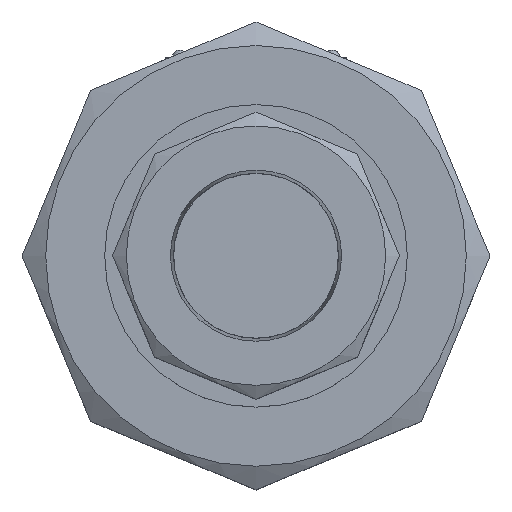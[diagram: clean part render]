
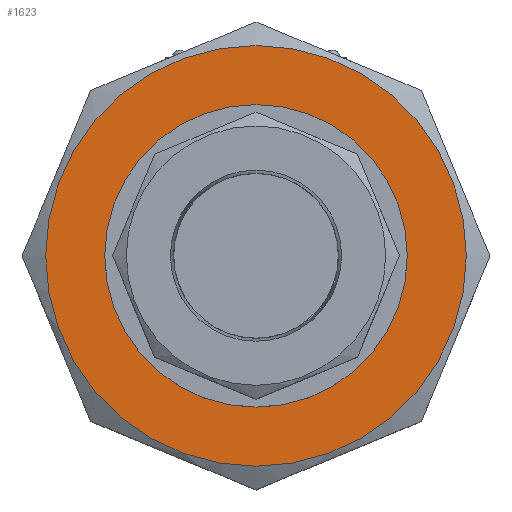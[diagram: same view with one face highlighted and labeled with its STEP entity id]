
A CAD part, top view. The second image highlights one B-rep face of the part: STEP entity #1623.
In plain terms, the highlighted planar face has unit normal (0, 0, 1).
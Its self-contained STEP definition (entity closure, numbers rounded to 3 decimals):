
#915=CARTESIAN_POINT('',(36.5,0.0,4.0));
#916=VERTEX_POINT('',#915);
#917=CARTESIAN_POINT('',(0.,0.0,4.0));
#918=DIRECTION('',(0.0,0.0,1.0));
#919=DIRECTION('',(1.0,0.0,0.0));
#920=AXIS2_PLACEMENT_3D('',#917,#918,#919);
#921=CIRCLE('',#920,36.5);
#922=EDGE_CURVE('',#916,#916,#921,.T.);
#1581=CARTESIAN_POINT('',(26.25,0.,4.0));
#1582=VERTEX_POINT('',#1581);
#1583=CARTESIAN_POINT('',(0.0,0.0,4.0));
#1584=DIRECTION('',(0.0,0.0,-1.0));
#1585=DIRECTION('',(-1.0,0.0,0.0));
#1586=AXIS2_PLACEMENT_3D('',#1583,#1584,#1585);
#1587=CIRCLE('',#1586,26.25);
#1588=EDGE_CURVE('',#1582,#1582,#1587,.T.);
#1612=CARTESIAN_POINT('',(0.0,0.0,4.0));
#1613=DIRECTION('',(0.0,0.0,-1.0));
#1614=DIRECTION('',(-1.0,0.0,0.0));
#1615=AXIS2_PLACEMENT_3D('',#1612,#1613,#1614);
#1616=PLANE('',#1615);
#1617=ORIENTED_EDGE('',*,*,#922,.T.);
#1618=EDGE_LOOP('',(#1617));
#1619=FACE_OUTER_BOUND('',#1618,.T.);
#1620=ORIENTED_EDGE('',*,*,#1588,.T.);
#1621=EDGE_LOOP('',(#1620));
#1622=FACE_BOUND('',#1621,.T.);
#1623=ADVANCED_FACE('',(#1619,#1622),#1616,.F.);
